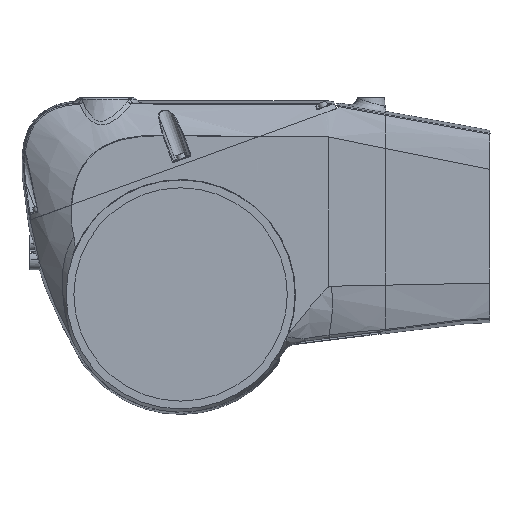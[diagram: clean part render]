
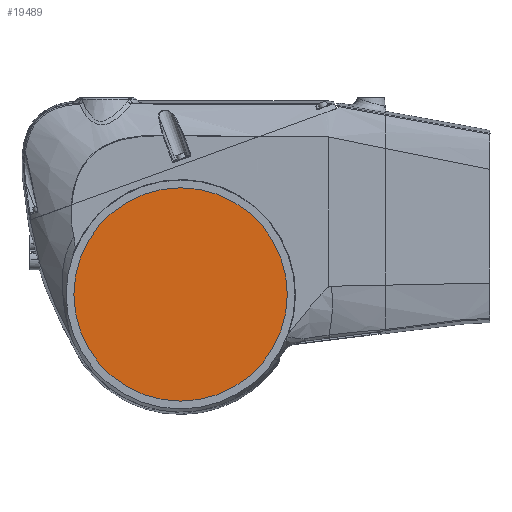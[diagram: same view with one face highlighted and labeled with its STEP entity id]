
A CAD part, top view. The second image highlights one B-rep face of the part: STEP entity #19489.
In plain terms, the highlighted planar face has unit normal (0, 0, 1).
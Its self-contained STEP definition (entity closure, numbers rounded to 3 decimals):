
#974 = CARTESIAN_POINT ( 'NONE',  ( 65., 749.1, 61. ) ) ;
#6464 = VERTEX_POINT ( 'NONE', #974 ) ;
#6672 = DIRECTION ( 'NONE',  ( 0., -1., 0. ) ) ;
#7532 = DIRECTION ( 'NONE',  ( 0., 0., 1. ) ) ;
#9893 = EDGE_CURVE ( 'NONE', #6464, #22550, #13394, .T. ) ;
#9986 = ORIENTED_EDGE ( 'NONE', *, *, #9893, .T. ) ;
#10293 = AXIS2_PLACEMENT_3D ( 'NONE', #19860, #7532, #21926 ) ;
#10315 = CARTESIAN_POINT ( 'NONE',  ( 0., 749.1, 61. ) ) ;
#10375 = EDGE_LOOP ( 'NONE', ( #9986, #23175 ) ) ;
#10832 = CARTESIAN_POINT ( 'NONE',  ( -65., 749.1, 61. ) ) ;
#12406 = DIRECTION ( 'NONE',  ( 1., 0., 0. ) ) ;
#13394 = CIRCLE ( 'NONE', #10293, 65. ) ;
#14883 = CARTESIAN_POINT ( 'NONE',  ( 0., 749.1, 61. ) ) ;
#15278 = AXIS2_PLACEMENT_3D ( 'NONE', #10315, #24695, #12406 ) ;
#16945 = PLANE ( 'NONE',  #26409 ) ;
#19007 = DIRECTION ( 'NONE',  ( 0., 0., 1. ) ) ;
#19489 = ADVANCED_FACE ( 'NONE', ( #22252 ), #16945, .T. ) ;
#19860 = CARTESIAN_POINT ( 'NONE',  ( 0., 749.1, 61. ) ) ;
#20244 = CIRCLE ( 'NONE', #15278, 65. ) ;
#21926 = DIRECTION ( 'NONE',  ( 1., 0., 0. ) ) ;
#22252 = FACE_OUTER_BOUND ( 'NONE', #10375, .T. ) ;
#22550 = VERTEX_POINT ( 'NONE', #10832 ) ;
#23175 = ORIENTED_EDGE ( 'NONE', *, *, #23540, .T. ) ;
#23540 = EDGE_CURVE ( 'NONE', #22550, #6464, #20244, .T. ) ;
#24695 = DIRECTION ( 'NONE',  ( 0., 0., 1. ) ) ;
#26409 = AXIS2_PLACEMENT_3D ( 'NONE', #14883, #19007, #6672 ) ;
